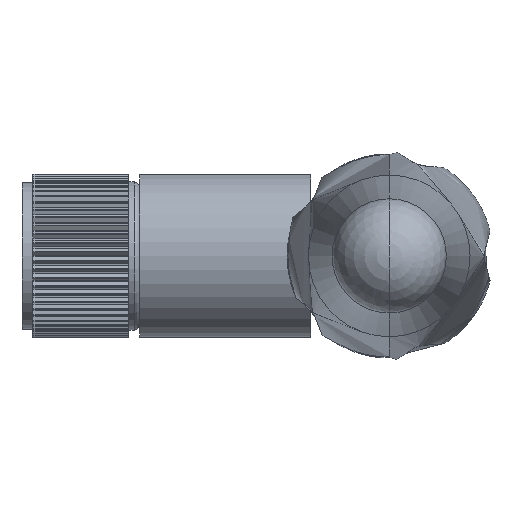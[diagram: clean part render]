
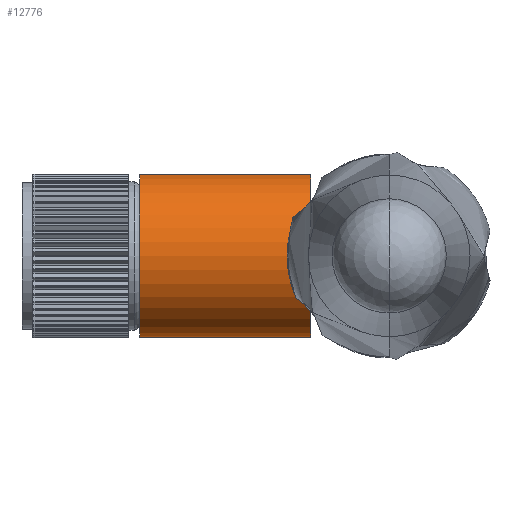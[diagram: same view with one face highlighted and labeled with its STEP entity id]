
A CAD part, left-side view. The second image highlights one B-rep face of the part: STEP entity #12776.
In plain terms, the highlighted cylindrical face has radius 6.617 mm (diameter 13.233 mm), a partial arc.
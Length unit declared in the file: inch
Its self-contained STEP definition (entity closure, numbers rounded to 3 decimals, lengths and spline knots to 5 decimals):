
#700 = DIRECTION ( 'NONE',  ( 1., 0., 0. ) ) ;
#895 = CARTESIAN_POINT ( 'NONE',  ( 0.545, 0., 0. ) ) ;
#1168 = VERTEX_POINT ( 'NONE', #10837 ) ;
#1714 = CARTESIAN_POINT ( 'NONE',  ( 0., 0., 0.2605 ) ) ;
#1891 = CIRCLE ( 'NONE', #13643, 0.2605 ) ;
#2506 = CARTESIAN_POINT ( 'NONE',  ( 0., 0., 0. ) ) ;
#2731 = DIRECTION ( 'NONE',  ( 0., 0., -1. ) ) ;
#3056 = VERTEX_POINT ( 'NONE', #13428 ) ;
#4102 = VECTOR ( 'NONE', #8884, 39.37008 ) ;
#4308 = CIRCLE ( 'NONE', #12740, 0.2605 ) ;
#4448 = EDGE_CURVE ( 'NONE', #9065, #3056, #4308, .T. ) ;
#4737 = EDGE_CURVE ( 'NONE', #5788, #1168, #1891, .T. ) ;
#5061 = CYLINDRICAL_SURFACE ( 'NONE', #13921, 0.2605 ) ;
#5170 = LINE ( 'NONE', #10102, #4102 ) ;
#5343 = EDGE_CURVE ( 'NONE', #9065, #5788, #5170, .T. ) ;
#5400 = CARTESIAN_POINT ( 'NONE',  ( 0., 0., -0.2605 ) ) ;
#5602 = LINE ( 'NONE', #1714, #14086 ) ;
#5788 = VERTEX_POINT ( 'NONE', #12923 ) ;
#5931 = ORIENTED_EDGE ( 'NONE', *, *, #4737, .F. ) ;
#6388 = DIRECTION ( 'NONE',  ( 1., 0., 0. ) ) ;
#6581 = EDGE_LOOP ( 'NONE', ( #9282, #10007, #5931, #12522 ) ) ;
#7045 = DIRECTION ( 'NONE',  ( 1., 0., 0. ) ) ;
#7083 = DIRECTION ( 'NONE',  ( 1., 0., 0. ) ) ;
#8884 = DIRECTION ( 'NONE',  ( 1., 0., 0. ) ) ;
#9065 = VERTEX_POINT ( 'NONE', #5400 ) ;
#9096 = DIRECTION ( 'NONE',  ( 0., 0., -1. ) ) ;
#9282 = ORIENTED_EDGE ( 'NONE', *, *, #4448, .T. ) ;
#10007 = ORIENTED_EDGE ( 'NONE', *, *, #13697, .T. ) ;
#10102 = CARTESIAN_POINT ( 'NONE',  ( 0., 0., -0.2605 ) ) ;
#10837 = CARTESIAN_POINT ( 'NONE',  ( 0.545, 0., 0.2605 ) ) ;
#11430 = CARTESIAN_POINT ( 'NONE',  ( 0., 0., 0. ) ) ;
#12061 = DIRECTION ( 'NONE',  ( 0., 0., -1. ) ) ;
#12522 = ORIENTED_EDGE ( 'NONE', *, *, #5343, .F. ) ;
#12740 = AXIS2_PLACEMENT_3D ( 'NONE', #11430, #7083, #2731 ) ;
#12776 = ADVANCED_FACE ( 'NONE', ( #13893 ), #5061, .T. ) ;
#12923 = CARTESIAN_POINT ( 'NONE',  ( 0.545, 0., -0.2605 ) ) ;
#13428 = CARTESIAN_POINT ( 'NONE',  ( 0., 0., 0.2605 ) ) ;
#13643 = AXIS2_PLACEMENT_3D ( 'NONE', #895, #6388, #12061 ) ;
#13697 = EDGE_CURVE ( 'NONE', #3056, #1168, #5602, .T. ) ;
#13893 = FACE_OUTER_BOUND ( 'NONE', #6581, .T. ) ;
#13921 = AXIS2_PLACEMENT_3D ( 'NONE', #2506, #7045, #9096 ) ;
#14086 = VECTOR ( 'NONE', #700, 39.37008 ) ;
